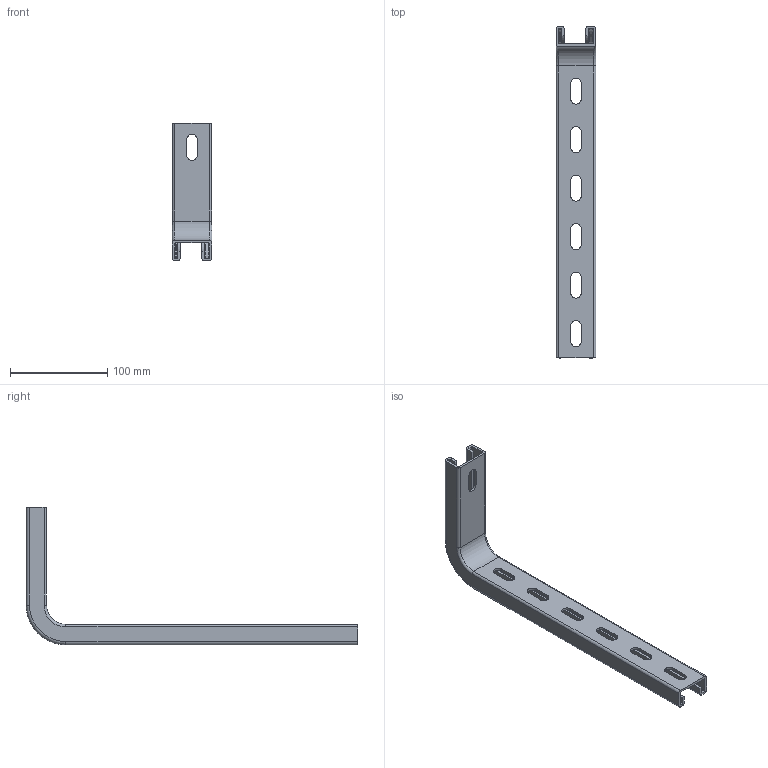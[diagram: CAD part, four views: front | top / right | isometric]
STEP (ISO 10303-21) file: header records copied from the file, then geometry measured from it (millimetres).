
FILE_DESCRIPTION (( 'STEP AP203' ), '1' );
FILE_NAME ('Êîíñîëü BBC-30_BBC3030.STEP', '2012-11-19T06:36:26', ( 'Àñååâ' ), ( '' ), 'SwSTEP 2.0', 'SolidWorks 2012', '' );
FILE_SCHEMA (( 'CONFIG_CONTROL_DESIGN' ));
Length unit declared in the file: millimetre
Products named in the file (1): Êîíñîëü BBC-30_BBC3030
Bounding box: 41 x 342 x 142 mm (x, y, z)
Volume: 109782.7 mm3; surface area: 91226.7 mm2
Topology: 1 solids, 1 shells, 98 faces, 264 edges, 168 vertices
Faces by surface type: cylinder 46, plane 40, torus 12
Entity records: 3185 total; most frequent: DIRECTION 566, CARTESIAN_POINT 531, ORIENTED_EDGE 528, EDGE_CURVE 264, AXIS2_PLACEMENT_3D 203, VERTEX_POINT 168, LINE 160, VECTOR 160
